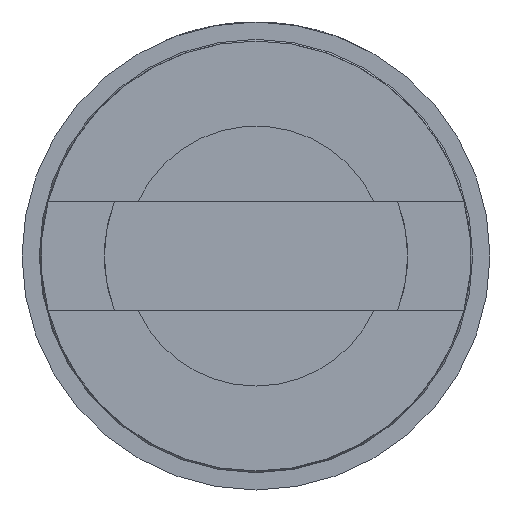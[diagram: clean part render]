
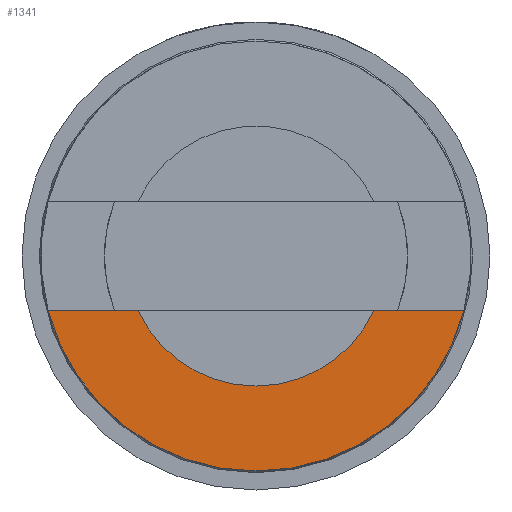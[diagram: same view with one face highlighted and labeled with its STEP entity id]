
A CAD part, front view. The second image highlights one B-rep face of the part: STEP entity #1341.
In plain terms, the highlighted planar face has unit normal (0, -1, 0).
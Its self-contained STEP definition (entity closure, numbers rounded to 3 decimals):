
#47 = CARTESIAN_POINT ( 'NONE',  ( 0.75, 2., -0.315 ) ) ;
#292 = CARTESIAN_POINT ( 'NONE',  ( -0.681, 2., -0.315 ) ) ;
#485 = EDGE_CURVE ( 'Defeature ausgef�hrt1_15+Defeature ausgef�hrt1_10+Defeature ausgef�hrt1_9+Defeature ausgef�hrt1_11', #3498, #4204, #2365, .T. ) ;
#624 = DIRECTION ( 'NONE',  ( 0., 0., -1. ) ) ;
#843 = ORIENTED_EDGE ( 'NONE', *, *, #485, .F. ) ;
#893 = CARTESIAN_POINT ( 'NONE',  ( 0.75, 2., 0. ) ) ;
#1124 = VECTOR ( 'NONE', #3139, 1000. ) ;
#1219 = DIRECTION ( 'NONE',  ( 0., -1., 0. ) ) ;
#1225 = DIRECTION ( 'NONE',  ( 0., -1., 0. ) ) ;
#1258 = CARTESIAN_POINT ( 'NONE',  ( 0., 2., -1.24 ) ) ;
#1302 = ORIENTED_EDGE ( 'NONE', *, *, #3154, .F. ) ;
#1341 = ADVANCED_FACE ( 'Defeature ausgef�hrt1_10', ( #1549 ), #2929, .T. ) ;
#1342 = ORIENTED_EDGE ( 'NONE', *, *, #2108, .T. ) ;
#1347 = CARTESIAN_POINT ( 'NONE',  ( -1.199, 2., -0.315 ) ) ;
#1481 = EDGE_CURVE ( 'Defeature ausgef�hrt1_10+Defeature ausgef�hrt1_9+Defeature ausgef�hrt1_15+Defeature ausgef�hrt1_15', #3498, #3804, #2146, .T. ) ;
#1549 = FACE_OUTER_BOUND ( 'NONE', #4308, .T. ) ;
#1576 = CARTESIAN_POINT ( 'NONE',  ( 0., 2., 0. ) ) ;
#1583 = VERTEX_POINT ( 'NONE', #4255 ) ;
#1597 = CIRCLE ( 'NONE', #1880, 1.24 ) ;
#1653 = AXIS2_PLACEMENT_3D ( 'NONE', #2274, #1219, #2612 ) ;
#1700 = CIRCLE ( 'NONE', #1763, 0.75 ) ;
#1763 = AXIS2_PLACEMENT_3D ( 'NONE', #4095, #2772, #2439 ) ;
#1785 = EDGE_CURVE ( 'Defeature ausgef�hrt1_15+Defeature ausgef�hrt1_10+Defeature ausgef�hrt1_11+Defeature ausgef�hrt1_9', #2116, #3645, #3565, .T. ) ;
#1880 = AXIS2_PLACEMENT_3D ( 'NONE', #1576, #3948, #2265 ) ;
#1894 = ORIENTED_EDGE ( 'NONE', *, *, #2253, .F. ) ;
#2033 = CARTESIAN_POINT ( 'NONE',  ( 0., 2., 0. ) ) ;
#2108 = EDGE_CURVE ( 'Defeature ausgef�hrt1_10+Defeature ausgef�hrt1_9+Defeature ausgef�hrt1_15+Defeature ausgef�hrt1_15', #3804, #3645, #1597, .T. ) ;
#2116 = VERTEX_POINT ( 'NONE', #2211 ) ;
#2146 = CIRCLE ( 'NONE', #1653, 1.24 ) ;
#2211 = CARTESIAN_POINT ( 'NONE',  ( 0.681, 2., -0.315 ) ) ;
#2253 = EDGE_CURVE ( 'Defeature ausgef�hrt1_11+Defeature ausgef�hrt1_10+Defeature ausgef�hrt1_15+Defeature ausgef�hrt1_15', #1583, #2116, #4348, .T. ) ;
#2265 = DIRECTION ( 'NONE',  ( 0., 0., -1. ) ) ;
#2274 = CARTESIAN_POINT ( 'NONE',  ( 0., 2., 0. ) ) ;
#2300 = VECTOR ( 'NONE', #2441, 1000. ) ;
#2365 = LINE ( 'NONE', #2415, #1124 ) ;
#2394 = DIRECTION ( 'NONE',  ( 0., 0., -1. ) ) ;
#2415 = CARTESIAN_POINT ( 'NONE',  ( 0.75, 2., -0.315 ) ) ;
#2439 = DIRECTION ( 'NONE',  ( 0., 0., -1. ) ) ;
#2441 = DIRECTION ( 'NONE',  ( 1., 0., 0. ) ) ;
#2612 = DIRECTION ( 'NONE',  ( 0., 0., -1. ) ) ;
#2718 = DIRECTION ( 'NONE',  ( 0., -1., 0. ) ) ;
#2772 = DIRECTION ( 'NONE',  ( 0., -1., 0. ) ) ;
#2929 = PLANE ( 'NONE',  #3481 ) ;
#3139 = DIRECTION ( 'NONE',  ( 1., 0., 0. ) ) ;
#3154 = EDGE_CURVE ( 'Defeature ausgef�hrt1_11+Defeature ausgef�hrt1_10+Defeature ausgef�hrt1_15+Defeature ausgef�hrt1_15', #4204, #1583, #1700, .T. ) ;
#3481 = AXIS2_PLACEMENT_3D ( 'NONE', #893, #1225, #624 ) ;
#3498 = VERTEX_POINT ( 'NONE', #1347 ) ;
#3565 = LINE ( 'NONE', #47, #2300 ) ;
#3645 = VERTEX_POINT ( 'NONE', #3706 ) ;
#3704 = AXIS2_PLACEMENT_3D ( 'NONE', #2033, #2718, #2394 ) ;
#3706 = CARTESIAN_POINT ( 'NONE',  ( 1.199, 2., -0.315 ) ) ;
#3804 = VERTEX_POINT ( 'NONE', #1258 ) ;
#3825 = ORIENTED_EDGE ( 'NONE', *, *, #1785, .F. ) ;
#3948 = DIRECTION ( 'NONE',  ( 0., -1., 0. ) ) ;
#4095 = CARTESIAN_POINT ( 'NONE',  ( 0., 2., 0. ) ) ;
#4167 = ORIENTED_EDGE ( 'NONE', *, *, #1481, .T. ) ;
#4204 = VERTEX_POINT ( 'NONE', #292 ) ;
#4255 = CARTESIAN_POINT ( 'NONE',  ( 0., 2., -0.75 ) ) ;
#4308 = EDGE_LOOP ( 'NONE', ( #843, #4167, #1342, #3825, #1894, #1302 ) ) ;
#4348 = CIRCLE ( 'NONE', #3704, 0.75 ) ;
